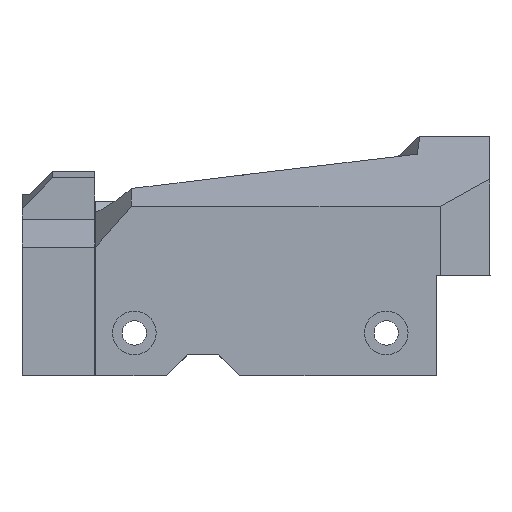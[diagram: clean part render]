
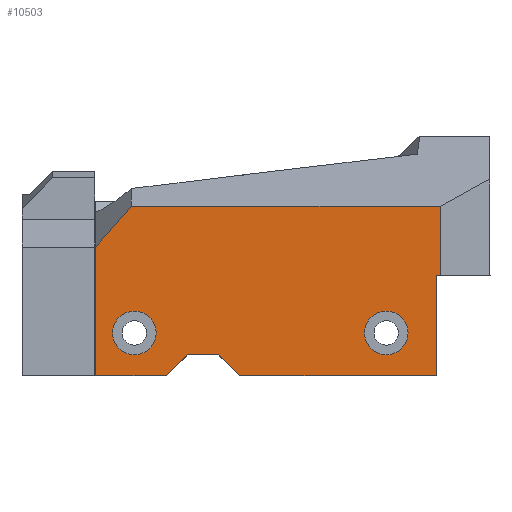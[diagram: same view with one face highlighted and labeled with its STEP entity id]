
A CAD part, left-side view. The second image highlights one B-rep face of the part: STEP entity #10503.
In plain terms, the highlighted planar face has unit normal (-1, 0, 0).
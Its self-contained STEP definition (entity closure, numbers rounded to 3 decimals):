
#1247=FACE_BOUND('',#2432,.T.);
#1248=FACE_BOUND('',#2433,.T.);
#1338=CIRCLE('',#11245,3.05);
#1339=CIRCLE('',#11247,3.05);
#1805=FACE_OUTER_BOUND('',#2431,.T.);
#2431=EDGE_LOOP('',(#7437,#7438,#7439,#7440,#7441,#7442,#7443,#7444,#7445,
#7446,#7447));
#2432=EDGE_LOOP('',(#7448));
#2433=EDGE_LOOP('',(#7449));
#2977=LINE('',#14615,#3527);
#2996=LINE('',#14669,#3546);
#3001=LINE('',#14682,#3551);
#3002=LINE('',#14687,#3552);
#3005=LINE('',#14698,#3555);
#3006=LINE('',#14702,#3556);
#3153=LINE('',#15346,#3703);
#3156=LINE('',#15351,#3706);
#3158=LINE('',#15356,#3708);
#3162=LINE('',#15367,#3712);
#3164=LINE('',#15374,#3714);
#3527=VECTOR('',#12083,10.);
#3546=VECTOR('',#12134,10.);
#3551=VECTOR('',#12145,10.);
#3552=VECTOR('',#12152,10.);
#3555=VECTOR('',#12167,10.);
#3556=VECTOR('',#12170,10.);
#3703=VECTOR('',#12609,10.);
#3706=VECTOR('',#12614,10.);
#3708=VECTOR('',#12618,10.);
#3712=VECTOR('',#12632,10.);
#3714=VECTOR('',#12644,10.);
#4079=VERTEX_POINT('',#14612);
#4080=VERTEX_POINT('',#14614);
#4098=VERTEX_POINT('',#14666);
#4099=VERTEX_POINT('',#14668);
#4104=VERTEX_POINT('',#14680);
#4107=VERTEX_POINT('',#14696);
#4108=VERTEX_POINT('',#14700);
#4109=VERTEX_POINT('',#14701);
#4243=VERTEX_POINT('',#15345);
#4244=VERTEX_POINT('',#15349);
#4246=VERTEX_POINT('',#15355);
#4247=VERTEX_POINT('',#15359);
#4248=VERTEX_POINT('',#15363);
#5190=EDGE_CURVE('',#4079,#4080,#2977,.F.);
#5217=EDGE_CURVE('',#4099,#4098,#2996,.T.);
#5224=EDGE_CURVE('',#4079,#4104,#3001,.T.);
#5226=EDGE_CURVE('',#4104,#4099,#3002,.T.);
#5232=EDGE_CURVE('',#4107,#4098,#3005,.F.);
#5233=EDGE_CURVE('',#4108,#4109,#3006,.F.);
#5448=EDGE_CURVE('',#4243,#4080,#3153,.T.);
#5451=EDGE_CURVE('',#4243,#4244,#3156,.F.);
#5453=EDGE_CURVE('',#4244,#4246,#3158,.F.);
#5455=EDGE_CURVE('',#4247,#4247,#1338,.F.);
#5457=EDGE_CURVE('',#4248,#4248,#1339,.F.);
#5459=EDGE_CURVE('',#4246,#4109,#3162,.F.);
#5463=EDGE_CURVE('',#4107,#4108,#3164,.T.);
#7437=ORIENTED_EDGE('',*,*,#5217,.T.);
#7438=ORIENTED_EDGE('',*,*,#5232,.F.);
#7439=ORIENTED_EDGE('',*,*,#5463,.T.);
#7440=ORIENTED_EDGE('',*,*,#5233,.T.);
#7441=ORIENTED_EDGE('',*,*,#5459,.F.);
#7442=ORIENTED_EDGE('',*,*,#5453,.F.);
#7443=ORIENTED_EDGE('',*,*,#5451,.F.);
#7444=ORIENTED_EDGE('',*,*,#5448,.T.);
#7445=ORIENTED_EDGE('',*,*,#5190,.F.);
#7446=ORIENTED_EDGE('',*,*,#5224,.T.);
#7447=ORIENTED_EDGE('',*,*,#5226,.T.);
#7448=ORIENTED_EDGE('',*,*,#5457,.T.);
#7449=ORIENTED_EDGE('',*,*,#5455,.T.);
#10297=PLANE('',#11254);
#10503=ADVANCED_FACE('',(#1805,#1247,#1248),#10297,.T.);
#11245=AXIS2_PLACEMENT_3D('',#15360,#12622,#12623);
#11247=AXIS2_PLACEMENT_3D('',#15364,#12627,#12628);
#11254=AXIS2_PLACEMENT_3D('',#15375,#12645,#12646);
#12083=DIRECTION('',(0.,0.,1.));
#12134=DIRECTION('',(0.,-0.707,0.707));
#12145=DIRECTION('',(0.,0.707,0.707));
#12152=DIRECTION('',(0.,0.,1.));
#12167=DIRECTION('',(0.,0.,1.));
#12170=DIRECTION('',(0.,0.,-1.));
#12609=DIRECTION('',(0.,-1.,0.));
#12614=DIRECTION('',(0.,-0.752,-0.659));
#12618=DIRECTION('',(0.,0.,-1.));
#12622=DIRECTION('center_axis',(-1.,0.,0.));
#12623=DIRECTION('ref_axis',(0.,0.,
1.));
#12627=DIRECTION('center_axis',(-1.,0.,0.));
#12628=DIRECTION('ref_axis',(0.,0.,
1.));
#12632=DIRECTION('',(0.,1.,0.));
#12644=DIRECTION('',(0.,1.,0.));
#12645=DIRECTION('center_axis',(-1.,0.,0.));
#12646=DIRECTION('ref_axis',(0.,-1.,0.));
#14612=CARTESIAN_POINT('',(-37.999,3.101,-42.841));
#14614=CARTESIAN_POINT('',(-37.999,3.101,-52.7));
#14615=CARTESIAN_POINT('',(-37.999,3.101,-17.625));
#14666=CARTESIAN_POINT('',(-37.999,3.101,-32.559));
#14668=CARTESIAN_POINT('',(-37.999,6.101,-35.559));
#14669=CARTESIAN_POINT('',(-37.999,0.022,-29.479));
#14680=CARTESIAN_POINT('',(-37.999,6.101,-39.841));
#14682=CARTESIAN_POINT('',(-37.999,18.772,-27.171));
#14687=CARTESIAN_POINT('',(-37.999,6.101,-19.474));
#14696=CARTESIAN_POINT('',(-37.999,3.101,-5.1));
#14698=CARTESIAN_POINT('',(-37.999,3.101,-17.625));
#14700=CARTESIAN_POINT('',(-37.999,17.101,-5.1));
#14701=CARTESIAN_POINT('',(-37.999,17.101,-4.541));
#14702=CARTESIAN_POINT('',(-37.999,17.101,-3.753));
#15345=CARTESIAN_POINT('',(-37.999,21.1,-52.7));
#15346=CARTESIAN_POINT('',(-37.999,27.5,-52.7));
#15349=CARTESIAN_POINT('',(-37.999,26.806,-47.7));
#15351=CARTESIAN_POINT('',(-37.999,40.726,-35.502));
#15355=CARTESIAN_POINT('',(-37.999,26.806,-4.541));
#15356=CARTESIAN_POINT('',(-37.999,26.806,-0.2));
#15359=CARTESIAN_POINT('',(-37.999,9.101,-50.35));
#15360=CARTESIAN_POINT('Origin',(-37.999,9.101,-47.3));
#15363=CARTESIAN_POINT('',(-37.999,9.101,-15.15));
#15364=CARTESIAN_POINT('Origin',(-37.999,9.101,-12.1));
#15367=CARTESIAN_POINT('',(-37.999,38.638,-4.541));
#15374=CARTESIAN_POINT('',(-37.999,15.051,-5.1));
#15375=CARTESIAN_POINT('Origin',(-37.999,20.001,-0.2));
